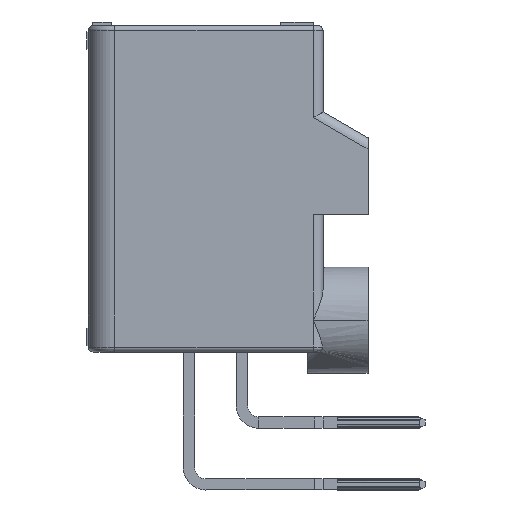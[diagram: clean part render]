
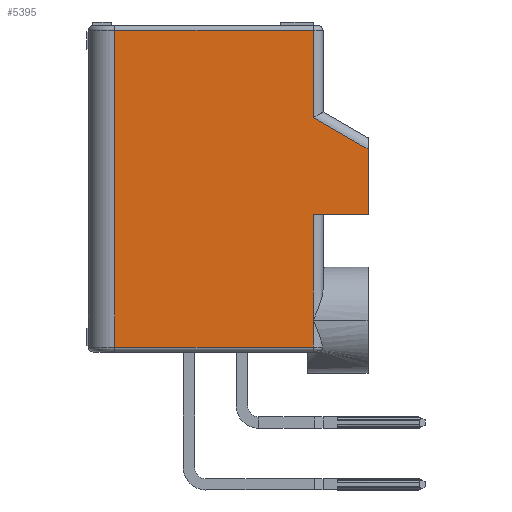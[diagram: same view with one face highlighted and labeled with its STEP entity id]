
A CAD part, left-side view. The second image highlights one B-rep face of the part: STEP entity #5395.
In plain terms, the highlighted planar face has unit normal (-1, 0, 0).
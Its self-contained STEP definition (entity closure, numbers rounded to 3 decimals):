
#55=CARTESIAN_POINT('',(-22.75,-6.1,-7.45));
#56=VERTEX_POINT('',#55);
#2437=CARTESIAN_POINT('',(-22.75,-6.1,-8.97));
#2438=VERTEX_POINT('',#2437);
#2479=CARTESIAN_POINT('',(-22.75,5.15,-8.97));
#2480=VERTEX_POINT('',#2479);
#2481=CARTESIAN_POINT('',(-22.75,-6.1,-8.97));
#2482=CARTESIAN_POINT('',(-22.75,-3.85,-8.97));
#2483=CARTESIAN_POINT('',(-22.75,-1.6,-8.97));
#2484=CARTESIAN_POINT('',(-22.75,0.65,-8.97));
#2485=CARTESIAN_POINT('',(-22.75,2.9,-8.97));
#2486=CARTESIAN_POINT('',(-22.75,5.15,-8.97));
#2487=B_SPLINE_CURVE_WITH_KNOTS('',5,(#2481,#2482,#2483,#2484,#2485,#2486),.UNSPECIFIED.,.F.,.U.,(6,6),(0.,11.25),.UNSPECIFIED.);
#2488=EDGE_CURVE('',#2438,#2480,#2487,.T.);
#4816=CARTESIAN_POINT('',(-22.75,-9.2,-1.45));
#4817=VERTEX_POINT('',#4816);
#4827=CARTESIAN_POINT('',(-22.75,-6.1,-1.45));
#4828=VERTEX_POINT('',#4827);
#4829=CARTESIAN_POINT('',(-22.75,-9.2,-1.45));
#4830=CARTESIAN_POINT('',(-22.75,-8.58,-1.45));
#4831=CARTESIAN_POINT('',(-22.75,-7.96,-1.45));
#4832=CARTESIAN_POINT('',(-22.75,-7.34,-1.45));
#4833=CARTESIAN_POINT('',(-22.75,-6.72,-1.45));
#4834=CARTESIAN_POINT('',(-22.75,-6.1,-1.45));
#4835=B_SPLINE_CURVE_WITH_KNOTS('',5,(#4829,#4830,#4831,#4832,#4833,#4834),.UNSPECIFIED.,.F.,.U.,(6,6),(0.,3.1),.UNSPECIFIED.);
#4836=EDGE_CURVE('',#4817,#4828,#4835,.T.);
#4898=CARTESIAN_POINT('',(-22.75,-6.1,-1.45));
#4899=CARTESIAN_POINT('',(-22.75,-6.1,-2.65));
#4900=CARTESIAN_POINT('',(-22.75,-6.1,-3.85));
#4901=CARTESIAN_POINT('',(-22.75,-6.1,-5.05));
#4902=CARTESIAN_POINT('',(-22.75,-6.1,-6.25));
#4903=CARTESIAN_POINT('',(-22.75,-6.1,-7.45));
#4904=B_SPLINE_CURVE_WITH_KNOTS('',5,(#4898,#4899,#4900,#4901,#4902,#4903),.UNSPECIFIED.,.F.,.U.,(6,6),(0.,6.),.UNSPECIFIED.);
#4905=EDGE_CURVE('',#4828,#56,#4904,.T.);
#5128=CARTESIAN_POINT('',(-22.75,-6.1,-7.45));
#5129=CARTESIAN_POINT('',(-22.75,-6.1,-7.754));
#5130=CARTESIAN_POINT('',(-22.75,-6.1,-8.058));
#5131=CARTESIAN_POINT('',(-22.75,-6.1,-8.362));
#5132=CARTESIAN_POINT('',(-22.75,-6.1,-8.666));
#5133=CARTESIAN_POINT('',(-22.75,-6.1,-8.97));
#5134=B_SPLINE_CURVE_WITH_KNOTS('',5,(#5128,#5129,#5130,#5131,#5132,#5133),.UNSPECIFIED.,.F.,.U.,(6,6),(0.,1.52),.UNSPECIFIED.);
#5135=EDGE_CURVE('',#56,#2438,#5134,.T.);
#5331=CARTESIAN_POINT('',(-22.75,-2.025,0.));
#5332=DIRECTION('',(0.,-1.,0.));
#5333=DIRECTION('',(-1.,0.,0.));
#5334=AXIS2_PLACEMENT_3D('',#5331,#5333,#5332);
#5335=PLANE('',#5334);
#5336=CARTESIAN_POINT('',(-22.75,-9.2,2.244));
#5337=VERTEX_POINT('',#5336);
#5338=CARTESIAN_POINT('',(-22.75,-6.1,4.032));
#5339=VERTEX_POINT('',#5338);
#5340=CARTESIAN_POINT('',(-22.75,-9.2,2.244));
#5341=CARTESIAN_POINT('',(-22.75,-8.58,2.602));
#5342=CARTESIAN_POINT('',(-22.75,-7.96,2.959));
#5343=CARTESIAN_POINT('',(-22.75,-7.34,3.317));
#5344=CARTESIAN_POINT('',(-22.75,-6.72,3.675));
#5345=CARTESIAN_POINT('',(-22.75,-6.1,4.032));
#5346=B_SPLINE_CURVE_WITH_KNOTS('',5,(#5340,#5341,#5342,#5343,#5344,#5345),.UNSPECIFIED.,.F.,.U.,(6,6),(0.,3.579),.UNSPECIFIED.);
#5347=EDGE_CURVE('',#5337,#5339,#5346,.T.);
#5348=ORIENTED_EDGE('',*,*,#5347,.T.);
#5349=CARTESIAN_POINT('',(-22.75,-6.1,8.97));
#5350=VERTEX_POINT('',#5349);
#5351=CARTESIAN_POINT('',(-22.75,-6.1,4.032));
#5352=CARTESIAN_POINT('',(-22.75,-6.1,5.02));
#5353=CARTESIAN_POINT('',(-22.75,-6.1,6.007));
#5354=CARTESIAN_POINT('',(-22.75,-6.1,6.995));
#5355=CARTESIAN_POINT('',(-22.75,-6.1,7.982));
#5356=CARTESIAN_POINT('',(-22.75,-6.1,8.97));
#5357=B_SPLINE_CURVE_WITH_KNOTS('',5,(#5351,#5352,#5353,#5354,#5355,#5356),.UNSPECIFIED.,.F.,.U.,(6,6),(0.,4.938),.UNSPECIFIED.);
#5358=EDGE_CURVE('',#5339,#5350,#5357,.T.);
#5359=ORIENTED_EDGE('',*,*,#5358,.T.);
#5360=CARTESIAN_POINT('',(-22.75,5.15,8.97));
#5361=VERTEX_POINT('',#5360);
#5362=CARTESIAN_POINT('',(-22.75,-6.1,8.97));
#5363=CARTESIAN_POINT('',(-22.75,-3.85,8.97));
#5364=CARTESIAN_POINT('',(-22.75,-1.6,8.97));
#5365=CARTESIAN_POINT('',(-22.75,0.65,8.97));
#5366=CARTESIAN_POINT('',(-22.75,2.9,8.97));
#5367=CARTESIAN_POINT('',(-22.75,5.15,8.97));
#5368=B_SPLINE_CURVE_WITH_KNOTS('',5,(#5362,#5363,#5364,#5365,#5366,#5367),.UNSPECIFIED.,.F.,.U.,(6,6),(0.,11.25),.UNSPECIFIED.);
#5369=EDGE_CURVE('',#5350,#5361,#5368,.T.);
#5370=ORIENTED_EDGE('',*,*,#5369,.T.);
#5371=CARTESIAN_POINT('',(-22.75,5.15,8.97));
#5372=CARTESIAN_POINT('',(-22.75,5.15,5.382));
#5373=CARTESIAN_POINT('',(-22.75,5.15,1.794));
#5374=CARTESIAN_POINT('',(-22.75,5.15,-1.794));
#5375=CARTESIAN_POINT('',(-22.75,5.15,-5.382));
#5376=CARTESIAN_POINT('',(-22.75,5.15,-8.97));
#5377=B_SPLINE_CURVE_WITH_KNOTS('',5,(#5371,#5372,#5373,#5374,#5375,#5376),.UNSPECIFIED.,.F.,.U.,(6,6),(0.,17.94),.UNSPECIFIED.);
#5378=EDGE_CURVE('',#5361,#2480,#5377,.T.);
#5379=ORIENTED_EDGE('',*,*,#5378,.T.);
#5380=ORIENTED_EDGE('',*,*,#2488,.F.);
#5381=ORIENTED_EDGE('',*,*,#5135,.F.);
#5382=ORIENTED_EDGE('',*,*,#4905,.F.);
#5383=ORIENTED_EDGE('',*,*,#4836,.F.);
#5384=CARTESIAN_POINT('',(-22.75,-9.2,-1.45));
#5385=CARTESIAN_POINT('',(-22.75,-9.2,-0.711));
#5386=CARTESIAN_POINT('',(-22.75,-9.2,0.028));
#5387=CARTESIAN_POINT('',(-22.75,-9.2,0.766));
#5388=CARTESIAN_POINT('',(-22.75,-9.2,1.505));
#5389=CARTESIAN_POINT('',(-22.75,-9.2,2.244));
#5390=B_SPLINE_CURVE_WITH_KNOTS('',5,(#5384,#5385,#5386,#5387,#5388,#5389),.UNSPECIFIED.,.F.,.U.,(6,6),(0.,3.694),.UNSPECIFIED.);
#5391=EDGE_CURVE('',#4817,#5337,#5390,.T.);
#5392=ORIENTED_EDGE('',*,*,#5391,.T.);
#5393=EDGE_LOOP('',(#5348,#5359,#5370,#5379,#5380,#5381,#5382,#5383,#5392));
#5394=FACE_OUTER_BOUND('',#5393,.T.);
#5395=ADVANCED_FACE('',(#5394),#5335,.T.);
